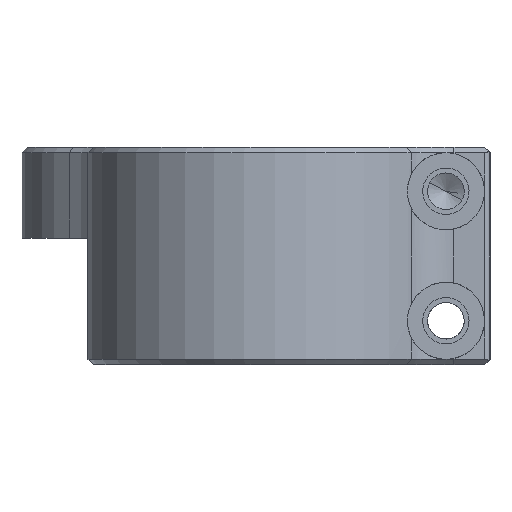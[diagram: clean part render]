
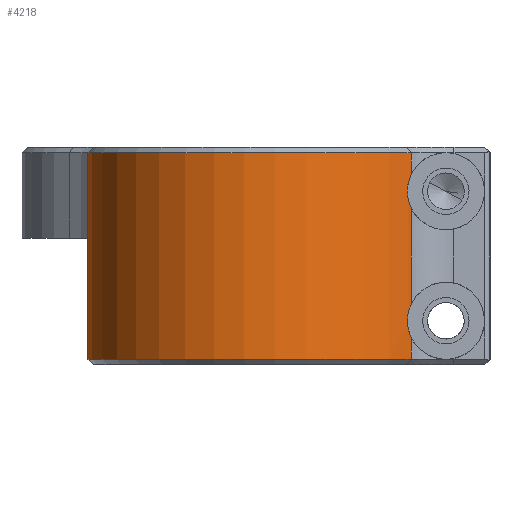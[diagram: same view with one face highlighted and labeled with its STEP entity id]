
A CAD part, left-side view. The second image highlights one B-rep face of the part: STEP entity #4218.
In plain terms, the highlighted cylindrical face has radius 33 mm (diameter 66 mm), a partial arc.
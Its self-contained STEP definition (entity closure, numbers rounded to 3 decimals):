
#773=CARTESIAN_POINT('Line Origine',(-72.977,26.605,16.)) ;
#777=CARTESIAN_POINT('Vertex',(-72.977,26.605,12.)) ;
#779=CARTESIAN_POINT('Vertex',(-72.977,26.605,1.)) ;
#1433=CARTESIAN_POINT('Vertex',(-72.977,26.605,38.5)) ;
#1453=CARTESIAN_POINT('Axis2P3D Location',(-92.5,0.,38.5)) ;
#1457=CARTESIAN_POINT('Vertex',(-113.221,-25.684,38.5)) ;
#2220=CARTESIAN_POINT('Vertex',(-113.221,-25.684,34.517)) ;
#2236=CARTESIAN_POINT('Line Origine',(-113.221,-25.684,19.75)) ;
#2686=CARTESIAN_POINT('Control Point',(-113.221,-25.684,28.483)) ;
#2687=CARTESIAN_POINT('Control Point',(-113.598,-25.379,29.12)) ;
#2688=CARTESIAN_POINT('Control Point',(-113.887,-25.135,29.838)) ;
#2689=CARTESIAN_POINT('Control Point',(-114.061,-24.982,30.633)) ;
#2690=CARTESIAN_POINT('Control Point',(-114.113,-24.939,31.964)) ;
#2691=CARTESIAN_POINT('Control Point',(-113.821,-25.188,33.222)) ;
#2692=CARTESIAN_POINT('Control Point',(-113.66,-25.325,33.685)) ;
#2693=CARTESIAN_POINT('Control Point',(-113.458,-25.492,34.117)) ;
#2694=CARTESIAN_POINT('Control Point',(-113.221,-25.684,34.517)) ;
#2695=CARTESIAN_POINT('Vertex',(-113.221,-25.684,28.483)) ;
#2759=CARTESIAN_POINT('Vertex',(-113.221,-25.684,1.)) ;
#2762=CARTESIAN_POINT('Axis2P3D Location',(-92.5,0.,1.)) ;
#2990=CARTESIAN_POINT('Vertex',(-113.221,-25.684,11.017)) ;
#3009=CARTESIAN_POINT('Line Origine',(-113.221,-25.684,19.75)) ;
#3041=CARTESIAN_POINT('Line Origine',(-113.221,-25.684,19.75)) ;
#3045=CARTESIAN_POINT('Vertex',(-113.221,-25.684,4.983)) ;
#3189=CARTESIAN_POINT('Control Point',(-113.221,-25.684,4.983)) ;
#3190=CARTESIAN_POINT('Control Point',(-113.598,-25.379,5.62)) ;
#3191=CARTESIAN_POINT('Control Point',(-113.887,-25.135,6.338)) ;
#3192=CARTESIAN_POINT('Control Point',(-114.061,-24.982,7.133)) ;
#3193=CARTESIAN_POINT('Control Point',(-114.113,-24.939,8.464)) ;
#3194=CARTESIAN_POINT('Control Point',(-113.821,-25.188,9.722)) ;
#3195=CARTESIAN_POINT('Control Point',(-113.66,-25.325,10.185)) ;
#3196=CARTESIAN_POINT('Control Point',(-113.458,-25.492,10.617)) ;
#3197=CARTESIAN_POINT('Control Point',(-113.221,-25.684,11.017)) ;
#4197=CARTESIAN_POINT('Axis2P3D Location',(-92.5,0.,19.75)) ;
#4202=CARTESIAN_POINT('Line Origine',(-72.977,26.605,19.75)) ;
#774=DIRECTION('Vector Direction',(0.,0.,-1.)) ;
#1454=DIRECTION('Axis2P3D Direction',(0.,0.,1.)) ;
#2237=DIRECTION('Vector Direction',(0.,0.,1.)) ;
#2763=DIRECTION('Axis2P3D Direction',(0.,0.,1.)) ;
#3010=DIRECTION('Vector Direction',(0.,0.,1.)) ;
#3042=DIRECTION('Vector Direction',(0.,0.,1.)) ;
#4198=DIRECTION('Axis2P3D Direction',(0.,0.,1.)) ;
#4199=DIRECTION('Axis2P3D XDirection',(0.771,0.637,0.)) ;
#4203=DIRECTION('Vector Direction',(0.,0.,1.)) ;
#1455=AXIS2_PLACEMENT_3D('Circle Axis2P3D',#1453,#1454,$) ;
#2764=AXIS2_PLACEMENT_3D('Circle Axis2P3D',#2762,#2763,$) ;
#4200=AXIS2_PLACEMENT_3D('Cylinder Axis2P3D',#4197,#4198,#4199) ;
#4208=ORIENTED_EDGE('',*,*,#3013,.F.) ;
#4209=ORIENTED_EDGE('',*,*,#2697,.T.) ;
#4210=ORIENTED_EDGE('',*,*,#2240,.F.) ;
#4211=ORIENTED_EDGE('',*,*,#1459,.F.) ;
#4212=ORIENTED_EDGE('',*,*,#4206,.T.) ;
#4213=ORIENTED_EDGE('',*,*,#781,.T.) ;
#4214=ORIENTED_EDGE('',*,*,#2766,.F.) ;
#4215=ORIENTED_EDGE('',*,*,#3047,.F.) ;
#4216=ORIENTED_EDGE('',*,*,#3198,.T.) ;
#775=VECTOR('Line Direction',#774,1.) ;
#2238=VECTOR('Line Direction',#2237,1.) ;
#3011=VECTOR('Line Direction',#3010,1.) ;
#3043=VECTOR('Line Direction',#3042,1.) ;
#4204=VECTOR('Line Direction',#4203,1.) ;
#4218=ADVANCED_FACE('Corps principal',(#4217),#4201,.T.) ;
#2685=B_SPLINE_CURVE_WITH_KNOTS('',5,(#2686,#2687,#2688,#2689,#2690,#2691,#2692,#2693,#2694),.UNSPECIFIED.,.F.,.U.,(6,3,6),(0.,5.66,9.215),.UNSPECIFIED.) ;
#3188=B_SPLINE_CURVE_WITH_KNOTS('',5,(#3189,#3190,#3191,#3192,#3193,#3194,#3195,#3196,#3197),.UNSPECIFIED.,.F.,.U.,(6,3,6),(0.,5.66,9.215),.UNSPECIFIED.) ;
#1456=CIRCLE('generated circle',#1455,33.) ;
#2765=CIRCLE('generated circle',#2764,33.) ;
#4201=CYLINDRICAL_SURFACE('generated cylinder',#4200,33.) ;
#781=EDGE_CURVE('',#778,#780,#776,.T.) ;
#1459=EDGE_CURVE('',#1434,#1458,#1456,.T.) ;
#2240=EDGE_CURVE('',#1458,#2221,#2239,.F.) ;
#2697=EDGE_CURVE('',#2696,#2221,#2685,.T.) ;
#2766=EDGE_CURVE('',#2760,#780,#2765,.F.) ;
#3013=EDGE_CURVE('',#2696,#2991,#3012,.F.) ;
#3047=EDGE_CURVE('',#3046,#2760,#3044,.F.) ;
#3198=EDGE_CURVE('',#3046,#2991,#3188,.T.) ;
#4206=EDGE_CURVE('',#1434,#778,#4205,.F.) ;
#4207=EDGE_LOOP('',(#4208,#4209,#4210,#4211,#4212,#4213,#4214,#4215,#4216)) ;
#4217=FACE_OUTER_BOUND('',#4207,.T.) ;
#776=LINE('Line',#773,#775) ;
#2239=LINE('Line',#2236,#2238) ;
#3012=LINE('Line',#3009,#3011) ;
#3044=LINE('Line',#3041,#3043) ;
#4205=LINE('Line',#4202,#4204) ;
#778=VERTEX_POINT('',#777) ;
#780=VERTEX_POINT('',#779) ;
#1434=VERTEX_POINT('',#1433) ;
#1458=VERTEX_POINT('',#1457) ;
#2221=VERTEX_POINT('',#2220) ;
#2696=VERTEX_POINT('',#2695) ;
#2760=VERTEX_POINT('',#2759) ;
#2991=VERTEX_POINT('',#2990) ;
#3046=VERTEX_POINT('',#3045) ;
